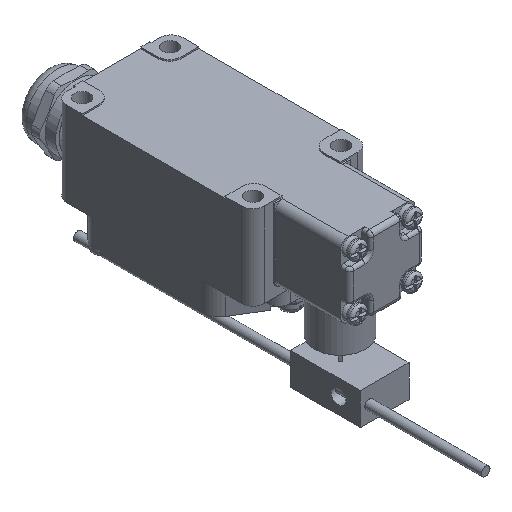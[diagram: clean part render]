
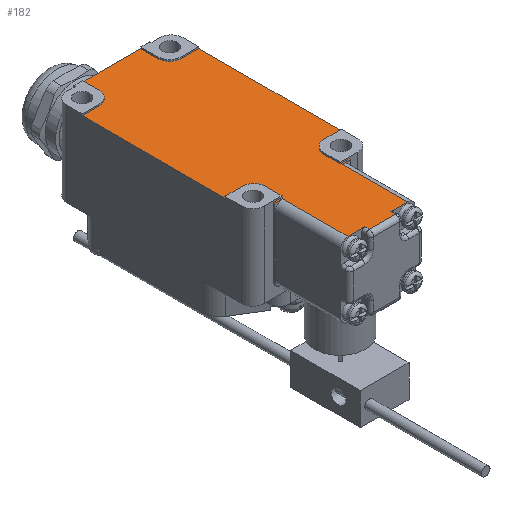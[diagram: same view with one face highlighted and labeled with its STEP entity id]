
A CAD part, isometric view. The second image highlights one B-rep face of the part: STEP entity #182.
In plain terms, the highlighted face is planar.
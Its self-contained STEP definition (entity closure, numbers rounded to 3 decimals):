
#182=ADVANCED_FACE('',(#1903),#1905,.F.);
#1903=FACE_BOUND('',#1904,.T.);
#1904=EDGE_LOOP('',(#6770,#6771,#6772,#6773,#6774,#6775,#6776,#6777,#6778,#6779,
#6780,#6781,#6782,#6783,#6784,#6785,#6786,#6787,#6788,#6789,#6790,#6791,#6792,#6793,
#6794,#6795,#6796,#6797));
#1905=PLANE('',#1906);
#1906=AXIS2_PLACEMENT_3D('',#1907,#1908,#1909);
#1907=CARTESIAN_POINT('',(0.,0.,0.));
#1908=DIRECTION('',(0.,1.,0.));
#1909=DIRECTION('',(1.,0.,0.));
#6770=ORIENTED_EDGE('',*,*,#9424,.T.);
#6771=ORIENTED_EDGE('',*,*,#9425,.F.);
#6772=ORIENTED_EDGE('',*,*,#9426,.F.);
#6773=ORIENTED_EDGE('',*,*,#9427,.F.);
#6774=ORIENTED_EDGE('',*,*,#9428,.F.);
#6775=ORIENTED_EDGE('',*,*,#9429,.F.);
#6776=ORIENTED_EDGE('',*,*,#9430,.F.);
#6777=ORIENTED_EDGE('',*,*,#9431,.F.);
#6778=ORIENTED_EDGE('',*,*,#9432,.F.);
#6779=ORIENTED_EDGE('',*,*,#9433,.T.);
#6780=ORIENTED_EDGE('',*,*,#9434,.F.);
#6781=ORIENTED_EDGE('',*,*,#9435,.F.);
#6782=ORIENTED_EDGE('',*,*,#9436,.F.);
#6783=ORIENTED_EDGE('',*,*,#9437,.T.);
#6784=ORIENTED_EDGE('',*,*,#9438,.F.);
#6785=ORIENTED_EDGE('',*,*,#9439,.F.);
#6786=ORIENTED_EDGE('',*,*,#9440,.F.);
#6787=ORIENTED_EDGE('',*,*,#9441,.T.);
#6788=ORIENTED_EDGE('',*,*,#9442,.F.);
#6789=ORIENTED_EDGE('',*,*,#9443,.F.);
#6790=ORIENTED_EDGE('',*,*,#9444,.F.);
#6791=ORIENTED_EDGE('',*,*,#9445,.T.);
#6792=ORIENTED_EDGE('',*,*,#9446,.F.);
#6793=ORIENTED_EDGE('',*,*,#9447,.T.);
#6794=ORIENTED_EDGE('',*,*,#9448,.T.);
#6795=ORIENTED_EDGE('',*,*,#9449,.T.);
#6796=ORIENTED_EDGE('',*,*,#9450,.F.);
#6797=ORIENTED_EDGE('',*,*,#9451,.T.);
#9424=EDGE_CURVE('',#10751,#10752,#10753,.T.);
#9425=EDGE_CURVE('',#10754,#10752,#10755,.T.);
#9426=EDGE_CURVE('',#10756,#10754,#10757,.T.);
#9427=EDGE_CURVE('',#10758,#10756,#10759,.T.);
#9428=EDGE_CURVE('',#10760,#10758,#10761,.T.);
#9429=EDGE_CURVE('',#10762,#10760,#10763,.T.);
#9430=EDGE_CURVE('',#10764,#10762,#10765,.T.);
#9431=EDGE_CURVE('',#10766,#10764,#10767,.T.);
#9432=EDGE_CURVE('',#10768,#10766,#10769,.T.);
#9433=EDGE_CURVE('',#10768,#10770,#10771,.T.);
#9434=EDGE_CURVE('',#10772,#10770,#10773,.T.);
#9435=EDGE_CURVE('',#10774,#10772,#10775,.T.);
#9436=EDGE_CURVE('',#10776,#10774,#10777,.T.);
#9437=EDGE_CURVE('',#10776,#10778,#10779,.T.);
#9438=EDGE_CURVE('',#10780,#10778,#10781,.T.);
#9439=EDGE_CURVE('',#10782,#10780,#10783,.T.);
#9440=EDGE_CURVE('',#10784,#10782,#10785,.T.);
#9441=EDGE_CURVE('',#10784,#10786,#10787,.T.);
#9442=EDGE_CURVE('',#10788,#10786,#10789,.T.);
#9443=EDGE_CURVE('',#10790,#10788,#10791,.T.);
#9444=EDGE_CURVE('',#10792,#10790,#10793,.T.);
#9445=EDGE_CURVE('',#10792,#10794,#10795,.T.);
#9446=EDGE_CURVE('',#10796,#10794,#10797,.T.);
#9447=EDGE_CURVE('',#10796,#10798,#10799,.T.);
#9448=EDGE_CURVE('',#10798,#10800,#10801,.T.);
#9449=EDGE_CURVE('',#10800,#10802,#10803,.T.);
#9450=EDGE_CURVE('',#10804,#10802,#10805,.T.);
#9451=EDGE_CURVE('',#10804,#10751,#10806,.T.);
#10751=VERTEX_POINT('',#12978);
#10752=VERTEX_POINT('',#12979);
#10753=LINE('',#12980,#12981);
#10754=VERTEX_POINT('',#12983);
#10755=LINE('',#12984,#12985);
#10756=VERTEX_POINT('',#12987);
#10757=LINE('',#12988,#12989);
#10758=VERTEX_POINT('',#12991);
#10759=LINE('',#12992,#12993);
#10760=VERTEX_POINT('',#12995);
#10761=LINE('',#12996,#12997);
#10762=VERTEX_POINT('',#12999);
#10763=LINE('',#13000,#13001);
#10764=VERTEX_POINT('',#13003);
#10765=CIRCLE('',#13004,4.);
#10766=VERTEX_POINT('',#13008);
#10767=LINE('',#13009,#13010);
#10768=VERTEX_POINT('',#13012);
#10769=LINE('',#13013,#13014);
#10770=VERTEX_POINT('',#13016);
#10771=LINE('',#13017,#13018);
#10772=VERTEX_POINT('',#13020);
#10773=CIRCLE('',#13021,4.);
#10774=VERTEX_POINT('',#13025);
#10775=LINE('',#13026,#13027);
#10776=VERTEX_POINT('',#13029);
#10777=LINE('',#13030,#13031);
#10778=VERTEX_POINT('',#13033);
#10779=LINE('',#13034,#13035);
#10780=VERTEX_POINT('',#13037);
#10781=CIRCLE('',#13038,4.);
#10782=VERTEX_POINT('',#13042);
#10783=LINE('',#13043,#13044);
#10784=VERTEX_POINT('',#13046);
#10785=LINE('',#13047,#13048);
#10786=VERTEX_POINT('',#13050);
#10787=LINE('',#13051,#13052);
#10788=VERTEX_POINT('',#13054);
#10789=CIRCLE('',#13055,4.);
#10790=VERTEX_POINT('',#13059);
#10791=LINE('',#13060,#13061);
#10792=VERTEX_POINT('',#13063);
#10793=LINE('',#13064,#13065);
#10794=VERTEX_POINT('',#13067);
#10795=LINE('',#13068,#13069);
#10796=VERTEX_POINT('',#13071);
#10797=LINE('',#13072,#13073);
#10798=VERTEX_POINT('',#13075);
#10799=LINE('',#13076,#13077);
#10800=VERTEX_POINT('',#13079);
#10801=LINE('',#13080,#13081);
#10802=VERTEX_POINT('',#13083);
#10803=LINE('',#13084,#13085);
#10804=VERTEX_POINT('',#13087);
#10805=LINE('',#13088,#13089);
#10806=LINE('',#13091,#13092);
#12978=CARTESIAN_POINT('',(4.5,0.,-56.9));
#12979=CARTESIAN_POINT('',(10.25,0.,-56.9));
#12980=CARTESIAN_POINT('',(4.5,0.,-56.9));
#12981=VECTOR('',#12982,1.);
#12982=DIRECTION('',(1.,0.,0.));
#12983=CARTESIAN_POINT('',(10.25,0.,-34.5));
#12984=CARTESIAN_POINT('',(10.25,0.,-34.5));
#12985=VECTOR('',#12986,1.);
#12986=DIRECTION('',(0.,0.,-1.));
#12987=CARTESIAN_POINT('',(13.,0.,-34.5));
#12988=CARTESIAN_POINT('',(13.,0.,-34.5));
#12989=VECTOR('',#12990,1.);
#12990=DIRECTION('',(-1.,0.,0.));
#12991=CARTESIAN_POINT('',(13.,0.,-34.));
#12992=CARTESIAN_POINT('',(13.,0.,-34.));
#12993=VECTOR('',#12994,1.);
#12994=DIRECTION('',(0.,0.,-1.));
#12995=CARTESIAN_POINT('',(10.,0.,-34.));
#12996=CARTESIAN_POINT('',(10.,0.,-34.));
#12997=VECTOR('',#12998,1.);
#12998=DIRECTION('',(1.,0.,0.));
#12999=CARTESIAN_POINT('',(10.,0.,-28.35));
#13000=CARTESIAN_POINT('',(10.,0.,-28.35));
#13001=VECTOR('',#13002,1.);
#13002=DIRECTION('',(0.,0.,-1.));
#13003=CARTESIAN_POINT('',(14.,0.,-24.35));
#13004=AXIS2_PLACEMENT_3D('',#13005,#13006,#13007);
#13005=CARTESIAN_POINT('',(14.,0.,-28.35));
#13006=DIRECTION('',(0.,-1.,0.));
#13007=DIRECTION('',(0.,0.,1.));
#13008=CARTESIAN_POINT('',(20.,0.,-24.35));
#13009=CARTESIAN_POINT('',(20.,0.,-24.35));
#13010=VECTOR('',#13011,1.);
#13011=DIRECTION('',(-1.,0.,0.));
#13012=CARTESIAN_POINT('',(20.,0.,24.65));
#13013=CARTESIAN_POINT('',(20.,0.,24.65));
#13014=VECTOR('',#13015,1.);
#13015=DIRECTION('',(0.,0.,-1.));
#13016=CARTESIAN_POINT('',(14.,0.,24.65));
#13017=CARTESIAN_POINT('',(20.,0.,24.65));
#13018=VECTOR('',#13019,1.);
#13019=DIRECTION('',(-1.,0.,0.));
#13020=CARTESIAN_POINT('',(10.,0.,28.65));
#13021=AXIS2_PLACEMENT_3D('',#13022,#13023,#13024);
#13022=CARTESIAN_POINT('',(14.,0.,28.65));
#13023=DIRECTION('',(0.,-1.,0.));
#13024=DIRECTION('',(-1.,0.,0.));
#13025=CARTESIAN_POINT('',(10.,0.,34.5));
#13026=CARTESIAN_POINT('',(10.,0.,34.5));
#13027=VECTOR('',#13028,1.);
#13028=DIRECTION('',(0.,0.,-1.));
#13029=CARTESIAN_POINT('',(-10.,0.,34.5));
#13030=CARTESIAN_POINT('',(-10.,0.,34.5));
#13031=VECTOR('',#13032,1.);
#13032=DIRECTION('',(1.,0.,0.));
#13033=CARTESIAN_POINT('',(-10.,0.,28.65));
#13034=CARTESIAN_POINT('',(-10.,0.,34.5));
#13035=VECTOR('',#13036,1.);
#13036=DIRECTION('',(0.,0.,-1.));
#13037=CARTESIAN_POINT('',(-14.,0.,24.65));
#13038=AXIS2_PLACEMENT_3D('',#13039,#13040,#13041);
#13039=CARTESIAN_POINT('',(-14.,0.,28.65));
#13040=DIRECTION('',(0.,-1.,0.));
#13041=DIRECTION('',(0.,0.,-1.));
#13042=CARTESIAN_POINT('',(-20.,0.,24.65));
#13043=CARTESIAN_POINT('',(-20.,0.,24.65));
#13044=VECTOR('',#13045,1.);
#13045=DIRECTION('',(1.,0.,0.));
#13046=CARTESIAN_POINT('',(-20.,0.,-24.35));
#13047=CARTESIAN_POINT('',(-20.,0.,-24.35));
#13048=VECTOR('',#13049,1.);
#13049=DIRECTION('',(0.,0.,1.));
#13050=CARTESIAN_POINT('',(-14.,0.,-24.35));
#13051=CARTESIAN_POINT('',(-20.,0.,-24.35));
#13052=VECTOR('',#13053,1.);
#13053=DIRECTION('',(1.,0.,0.));
#13054=CARTESIAN_POINT('',(-10.,0.,-28.35));
#13055=AXIS2_PLACEMENT_3D('',#13056,#13057,#13058);
#13056=CARTESIAN_POINT('',(-14.,0.,-28.35));
#13057=DIRECTION('',(0.,-1.,0.));
#13058=DIRECTION('',(1.,0.,0.));
#13059=CARTESIAN_POINT('',(-10.,0.,-34.));
#13060=CARTESIAN_POINT('',(-10.,0.,-34.));
#13061=VECTOR('',#13062,1.);
#13062=DIRECTION('',(0.,0.,1.));
#13063=CARTESIAN_POINT('',(-13.,0.,-34.));
#13064=CARTESIAN_POINT('',(-13.,0.,-34.));
#13065=VECTOR('',#13066,1.);
#13066=DIRECTION('',(1.,0.,0.));
#13067=CARTESIAN_POINT('',(-13.,0.,-34.5));
#13068=CARTESIAN_POINT('',(-13.,0.,-34.));
#13069=VECTOR('',#13070,1.);
#13070=DIRECTION('',(0.,0.,-1.));
#13071=CARTESIAN_POINT('',(-10.25,0.,-34.5));
#13072=CARTESIAN_POINT('',(-10.25,0.,-34.5));
#13073=VECTOR('',#13074,1.);
#13074=DIRECTION('',(-1.,0.,0.));
#13075=CARTESIAN_POINT('',(-10.25,0.,-56.9));
#13076=CARTESIAN_POINT('',(-10.25,0.,-34.5));
#13077=VECTOR('',#13078,1.);
#13078=DIRECTION('',(0.,0.,-1.));
#13079=CARTESIAN_POINT('',(-4.5,0.,-56.9));
#13080=CARTESIAN_POINT('',(-10.25,0.,-56.9));
#13081=VECTOR('',#13082,1.);
#13082=DIRECTION('',(1.,0.,0.));
#13083=CARTESIAN_POINT('',(-4.5,0.,-58.4));
#13084=CARTESIAN_POINT('',(-4.5,0.,-56.9));
#13085=VECTOR('',#13086,1.);
#13086=DIRECTION('',(0.,0.,-1.));
#13087=CARTESIAN_POINT('',(4.5,0.,-58.4));
#13088=CARTESIAN_POINT('',(4.5,0.,-58.4));
#13089=VECTOR('',#13090,1.);
#13090=DIRECTION('',(-1.,0.,0.));
#13091=CARTESIAN_POINT('',(4.5,0.,-58.4));
#13092=VECTOR('',#13093,1.);
#13093=DIRECTION('',(0.,0.,1.));
